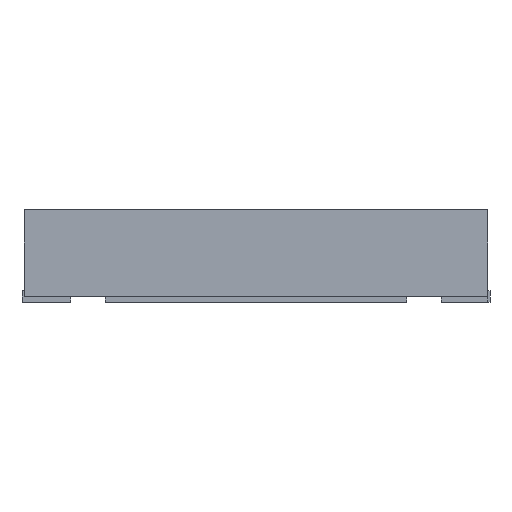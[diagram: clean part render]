
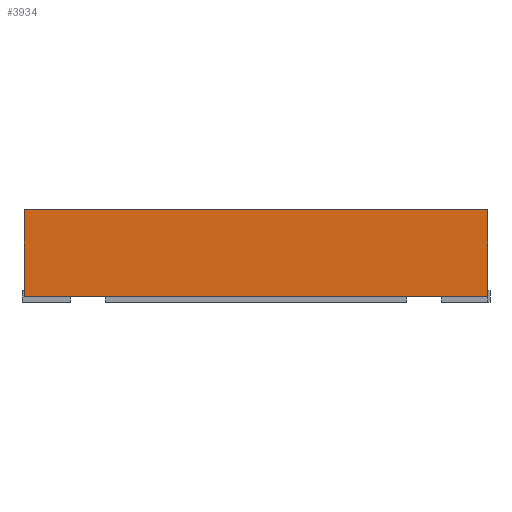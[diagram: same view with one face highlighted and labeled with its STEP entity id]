
A CAD part, front view. The second image highlights one B-rep face of the part: STEP entity #3934.
In plain terms, the highlighted planar face has unit normal (0, -1, 0).
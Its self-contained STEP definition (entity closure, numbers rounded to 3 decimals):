
#129 = VECTOR ( 'NONE', #1141, 1000. ) ;
#134 = ORIENTED_EDGE ( 'NONE', *, *, #3499, .F. ) ;
#410 = ORIENTED_EDGE ( 'NONE', *, *, #7168, .T. ) ;
#823 = LINE ( 'NONE', #5982, #7664 ) ;
#1141 = DIRECTION ( 'NONE',  ( 1., 0., 0. ) ) ;
#1346 = VERTEX_POINT ( 'NONE', #8245 ) ;
#1459 = CARTESIAN_POINT ( 'NONE',  ( -2., -2., 0. ) ) ;
#1463 = LINE ( 'NONE', #5322, #1933 ) ;
#1895 = LINE ( 'NONE', #7620, #129 ) ;
#1933 = VECTOR ( 'NONE', #7846, 1000. ) ;
#2385 = CARTESIAN_POINT ( 'NONE',  ( -2., -2., 0. ) ) ;
#2397 = EDGE_CURVE ( 'NONE', #7055, #1346, #1895, .T. ) ;
#2777 = DIRECTION ( 'NONE',  ( 0., -1., 0. ) ) ;
#2861 = ORIENTED_EDGE ( 'NONE', *, *, #5425, .F. ) ;
#3199 = VERTEX_POINT ( 'NONE', #7403 ) ;
#3237 = AXIS2_PLACEMENT_3D ( 'NONE', #3922, #2777, #6456 ) ;
#3383 = DIRECTION ( 'NONE',  ( 0., 0., -1. ) ) ;
#3499 = EDGE_CURVE ( 'NONE', #3199, #1346, #823, .T. ) ;
#3922 = CARTESIAN_POINT ( 'NONE',  ( -2., -2., 0. ) ) ;
#3934 = ADVANCED_FACE ( 'NONE', ( #4608 ), #4006, .T. ) ;
#4006 = PLANE ( 'NONE',  #3237 ) ;
#4178 = LINE ( 'NONE', #2385, #6806 ) ;
#4608 = FACE_OUTER_BOUND ( 'NONE', #5456, .T. ) ;
#5313 = CARTESIAN_POINT ( 'NONE',  ( -2., -2., 0.75 ) ) ;
#5322 = CARTESIAN_POINT ( 'NONE',  ( 0., -2., 0.75 ) ) ;
#5425 = EDGE_CURVE ( 'NONE', #8224, #3199, #1463, .T. ) ;
#5456 = EDGE_LOOP ( 'NONE', ( #2861, #410, #5648, #134 ) ) ;
#5648 = ORIENTED_EDGE ( 'NONE', *, *, #2397, .T. ) ;
#5982 = CARTESIAN_POINT ( 'NONE',  ( 2., -2., 0. ) ) ;
#6456 = DIRECTION ( 'NONE',  ( 1., 0., 0. ) ) ;
#6806 = VECTOR ( 'NONE', #6817, 1000. ) ;
#6817 = DIRECTION ( 'NONE',  ( 0., 0., -1. ) ) ;
#7055 = VERTEX_POINT ( 'NONE', #1459 ) ;
#7168 = EDGE_CURVE ( 'NONE', #8224, #7055, #4178, .T. ) ;
#7403 = CARTESIAN_POINT ( 'NONE',  ( 2., -2., 0.75 ) ) ;
#7620 = CARTESIAN_POINT ( 'NONE',  ( -2., -2., 0. ) ) ;
#7664 = VECTOR ( 'NONE', #3383, 1000. ) ;
#7846 = DIRECTION ( 'NONE',  ( 1., 0., 0. ) ) ;
#8224 = VERTEX_POINT ( 'NONE', #5313 ) ;
#8245 = CARTESIAN_POINT ( 'NONE',  ( 2., -2., 0. ) ) ;
